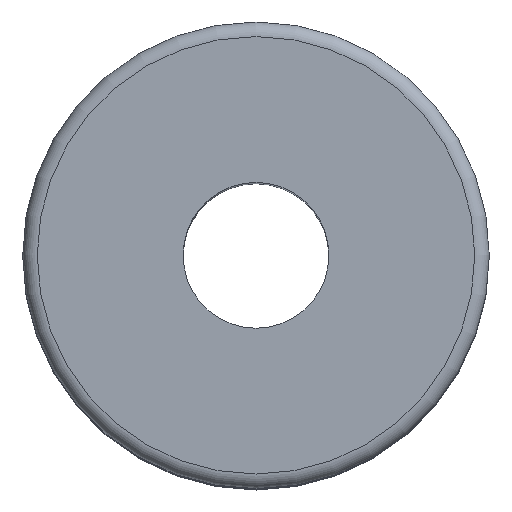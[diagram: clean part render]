
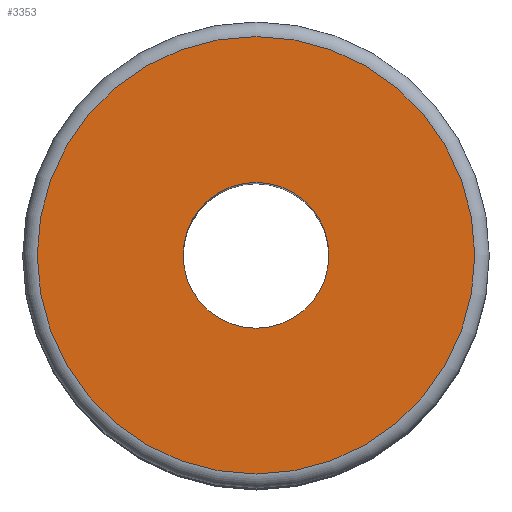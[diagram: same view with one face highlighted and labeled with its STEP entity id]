
A CAD part, top view. The second image highlights one B-rep face of the part: STEP entity #3353.
In plain terms, the highlighted planar face has unit normal (0, 0, 1).
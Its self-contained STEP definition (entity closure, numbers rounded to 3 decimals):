
#20=FACE_BOUND('',#1115,.T.);
#66=PLANE('',#3728);
#933=FACE_OUTER_BOUND('',#1114,.T.);
#1114=EDGE_LOOP('',(#2927));
#1115=EDGE_LOOP('',(#2928));
#1381=CIRCLE('',#3727,7.5);
#1382=CIRCLE('',#3729,2.5);
#1721=VERTEX_POINT('',#5720);
#1722=VERTEX_POINT('',#5724);
#2150=EDGE_CURVE('',#1721,#1721,#1381,.T.);
#2151=EDGE_CURVE('',#1722,#1722,#1382,.T.);
#2927=ORIENTED_EDGE('',*,*,#2150,.F.);
#2928=ORIENTED_EDGE('',*,*,#2151,.T.);
#3353=ADVANCED_FACE('',(#933,#20),#66,.T.);
#3727=AXIS2_PLACEMENT_3D('',#5722,#4612,#4613);
#3728=AXIS2_PLACEMENT_3D('',#5723,#4614,#4615);
#3729=AXIS2_PLACEMENT_3D('',#5725,#4616,#4617);
#4612=DIRECTION('center_axis',(0.,0.,-1.));
#4613=DIRECTION('ref_axis',(0.,-1.,0.));
#4614=DIRECTION('center_axis',(0.,0.,1.));
#4615=DIRECTION('ref_axis',(1.,0.,0.));
#4616=DIRECTION('center_axis',(0.,0.,-1.));
#4617=DIRECTION('ref_axis',(1.,0.,0.));
#5720=CARTESIAN_POINT('',(7.5,0.,27.5));
#5722=CARTESIAN_POINT('Origin',(0.,0.,27.5));
#5723=CARTESIAN_POINT('Origin',(0.,8.,27.5));
#5724=CARTESIAN_POINT('',(0.,-2.5,27.5));
#5725=CARTESIAN_POINT('Origin',(0.,0.,27.5));
